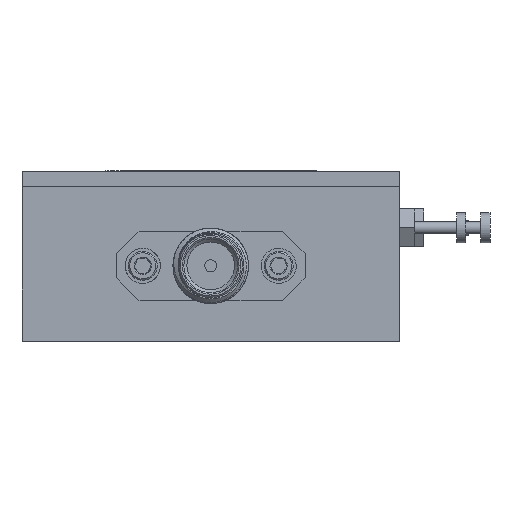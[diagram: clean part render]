
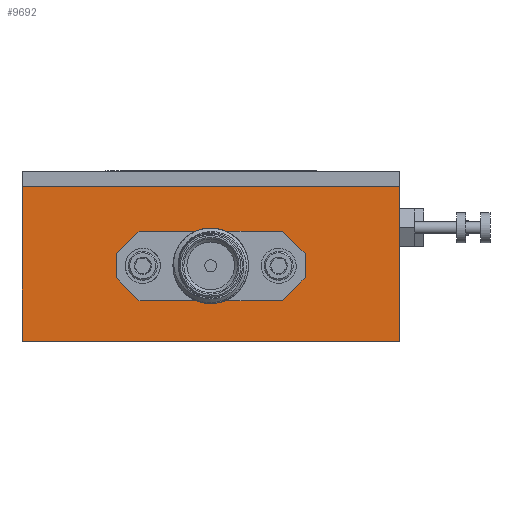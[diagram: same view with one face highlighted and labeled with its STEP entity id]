
A CAD part, left-side view. The second image highlights one B-rep face of the part: STEP entity #9692.
In plain terms, the highlighted planar face has unit normal (-1, 0, 0).
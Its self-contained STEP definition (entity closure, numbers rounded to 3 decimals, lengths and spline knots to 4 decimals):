
#157 = ORIENTED_EDGE ( 'NONE', *, *, #42990, .F. ) ;
#208 = CARTESIAN_POINT ( 'NONE',  ( -0.625, -0.3125, 0.0085 ) ) ;
#388 = PLANE ( 'NONE',  #17460 ) ;
#1453 = LINE ( 'NONE', #50391, #41590 ) ;
#1598 = ORIENTED_EDGE ( 'NONE', *, *, #51766, .T. ) ;
#2184 = ORIENTED_EDGE ( 'NONE', *, *, #28582, .F. ) ;
#3183 = VECTOR ( 'NONE', #28244, 39.3701 ) ;
#3758 = VECTOR ( 'NONE', #28726, 39.3701 ) ;
#3891 = LINE ( 'NONE', #8540, #11728 ) ;
#4056 = CARTESIAN_POINT ( 'NONE',  ( -0.625, -0.3125, 0.0835 ) ) ;
#4388 = ORIENTED_EDGE ( 'NONE', *, *, #17681, .F. ) ;
#4975 = LINE ( 'NONE', #22733, #40897 ) ;
#7667 = VECTOR ( 'NONE', #56649, 39.3701 ) ;
#7796 = EDGE_CURVE ( 'NONE', #19333, #9254, #44507, .T. ) ;
#8018 = CARTESIAN_POINT ( 'NONE',  ( -0.625, 0.1762, 0.1448 ) ) ;
#8499 = EDGE_CURVE ( 'NONE', #54435, #32822, #1453, .T. ) ;
#8540 = CARTESIAN_POINT ( 'NONE',  ( -0.625, 0.1763, -0.2077 ) ) ;
#9254 = VERTEX_POINT ( 'NONE', #31910 ) ;
#9692 = ADVANCED_FACE ( 'NONE', ( #10286, #28037 ), #388, .F. ) ;
#9711 = DIRECTION ( 'NONE',  ( 1., 0., 0. ) ) ;
#9990 = DIRECTION ( 'NONE',  ( 0., 0., -1. ) ) ;
#10109 = LINE ( 'NONE', #32235, #3758 ) ;
#10286 = FACE_BOUND ( 'NONE', #24821, .T. ) ;
#10351 = DIRECTION ( 'NONE',  ( 0., 0., -1. ) ) ;
#10500 = CARTESIAN_POINT ( 'NONE',  ( -0.625, -0.3125, -0.1465 ) ) ;
#10762 = VERTEX_POINT ( 'NONE', #45219 ) ;
#10970 = CARTESIAN_POINT ( 'NONE',  ( -0.625, -0.1762, -0.2078 ) ) ;
#11283 = VERTEX_POINT ( 'NONE', #55645 ) ;
#11341 = DIRECTION ( 'NONE',  ( 0., 0., -1. ) ) ;
#11728 = VECTOR ( 'NONE', #26311, 39.3701 ) ;
#12278 = ORIENTED_EDGE ( 'NONE', *, *, #40750, .F. ) ;
#12680 = CARTESIAN_POINT ( 'NONE',  ( -0.625, -0.3125, -0.0715 ) ) ;
#13469 = VECTOR ( 'NONE', #10351, 39.3701 ) ;
#13706 = EDGE_CURVE ( 'NONE', #31789, #32822, #56483, .T. ) ;
#14043 = VECTOR ( 'NONE', #52391, 39.3701 ) ;
#14387 = ORIENTED_EDGE ( 'NONE', *, *, #13706, .F. ) ;
#14589 = ORIENTED_EDGE ( 'NONE', *, *, #8499, .T. ) ;
#14844 = DIRECTION ( 'NONE',  ( 0., -0.707, -0.707 ) ) ;
#15933 = CARTESIAN_POINT ( 'NONE',  ( -0.625, 0.3125, -0.0715 ) ) ;
#16197 = LINE ( 'NONE', #10970, #39272 ) ;
#16572 = DIRECTION ( 'NONE',  ( 0., 0., 1. ) ) ;
#17460 = AXIS2_PLACEMENT_3D ( 'NONE', #18414, #9711, #9990 ) ;
#17613 = EDGE_CURVE ( 'NONE', #27707, #41961, #4975, .T. ) ;
#17681 = EDGE_CURVE ( 'NONE', #39599, #10762, #19786, .T. ) ;
#17712 = CARTESIAN_POINT ( 'NONE',  ( -0.625, -0.625, -0.2815 ) ) ;
#18414 = CARTESIAN_POINT ( 'NONE',  ( -0.625, -0.625, 0.2815 ) ) ;
#18443 = CARTESIAN_POINT ( 'NONE',  ( -0.625, 0.3125, 0.0085 ) ) ;
#19333 = VERTEX_POINT ( 'NONE', #52718 ) ;
#19786 = LINE ( 'NONE', #10500, #3183 ) ;
#21694 = LINE ( 'NONE', #8018, #7667 ) ;
#21804 = EDGE_CURVE ( 'NONE', #31789, #10762, #16197, .T. ) ;
#22049 = CARTESIAN_POINT ( 'NONE',  ( -0.625, -0.625, 0.2315 ) ) ;
#22733 = CARTESIAN_POINT ( 'NONE',  ( -0.625, 0.3125, 0.0835 ) ) ;
#23248 = CARTESIAN_POINT ( 'NONE',  ( -0.625, -0.2375, 0.0835 ) ) ;
#23585 = LINE ( 'NONE', #51227, #49562 ) ;
#24821 = EDGE_LOOP ( 'NONE', ( #4388, #43172, #25768, #33223, #157, #14589, #14387, #46625 ) ) ;
#25768 = ORIENTED_EDGE ( 'NONE', *, *, #17613, .F. ) ;
#26288 = CARTESIAN_POINT ( 'NONE',  ( -0.625, 0.2375, -0.1465 ) ) ;
#26311 = DIRECTION ( 'NONE',  ( 0., 0.707, 0.707 ) ) ;
#27411 = ORIENTED_EDGE ( 'NONE', *, *, #7796, .T. ) ;
#27707 = VERTEX_POINT ( 'NONE', #18443 ) ;
#28037 = FACE_OUTER_BOUND ( 'NONE', #56385, .T. ) ;
#28244 = DIRECTION ( 'NONE',  ( 0., -1., 0. ) ) ;
#28582 = EDGE_CURVE ( 'NONE', #51632, #9254, #23585, .T. ) ;
#28726 = DIRECTION ( 'NONE',  ( 0., 1., 0. ) ) ;
#31789 = VERTEX_POINT ( 'NONE', #12680 ) ;
#31910 = CARTESIAN_POINT ( 'NONE',  ( -0.625, -0.625, -0.2815 ) ) ;
#31938 = VERTEX_POINT ( 'NONE', #35937 ) ;
#32235 = CARTESIAN_POINT ( 'NONE',  ( -0.625, -0.3125, 0.0835 ) ) ;
#32822 = VERTEX_POINT ( 'NONE', #208 ) ;
#33223 = ORIENTED_EDGE ( 'NONE', *, *, #46289, .T. ) ;
#35937 = CARTESIAN_POINT ( 'NONE',  ( -0.625, 0.625, 0.2315 ) ) ;
#36680 = DIRECTION ( 'NONE',  ( 0., 0., -1. ) ) ;
#36824 = CARTESIAN_POINT ( 'NONE',  ( -0.625, 0.625, 0.2815 ) ) ;
#38969 = LINE ( 'NONE', #39821, #14043 ) ;
#39272 = VECTOR ( 'NONE', #47336, 39.3701 ) ;
#39599 = VERTEX_POINT ( 'NONE', #26288 ) ;
#39821 = CARTESIAN_POINT ( 'NONE',  ( -0.625, -0.625, 0.2315 ) ) ;
#40750 = EDGE_CURVE ( 'NONE', #31938, #51632, #38969, .T. ) ;
#40897 = VECTOR ( 'NONE', #36680, 39.3701 ) ;
#41590 = VECTOR ( 'NONE', #14844, 39.3701 ) ;
#41961 = VERTEX_POINT ( 'NONE', #15933 ) ;
#42990 = EDGE_CURVE ( 'NONE', #54435, #11283, #10109, .T. ) ;
#43172 = ORIENTED_EDGE ( 'NONE', *, *, #57142, .T. ) ;
#44507 = LINE ( 'NONE', #17712, #48078 ) ;
#44816 = VECTOR ( 'NONE', #16572, 39.3701 ) ;
#45219 = CARTESIAN_POINT ( 'NONE',  ( -0.625, -0.2375, -0.1465 ) ) ;
#46289 = EDGE_CURVE ( 'NONE', #27707, #11283, #21694, .T. ) ;
#46625 = ORIENTED_EDGE ( 'NONE', *, *, #21804, .T. ) ;
#47336 = DIRECTION ( 'NONE',  ( 0., 0.707, -0.707 ) ) ;
#48078 = VECTOR ( 'NONE', #53254, 39.3701 ) ;
#49562 = VECTOR ( 'NONE', #11341, 39.3701 ) ;
#50391 = CARTESIAN_POINT ( 'NONE',  ( -0.625, -0.1763, 0.1447 ) ) ;
#51227 = CARTESIAN_POINT ( 'NONE',  ( -0.625, -0.625, 0.2815 ) ) ;
#51632 = VERTEX_POINT ( 'NONE', #22049 ) ;
#51766 = EDGE_CURVE ( 'NONE', #31938, #19333, #55472, .T. ) ;
#52391 = DIRECTION ( 'NONE',  ( 0., -1., 0. ) ) ;
#52718 = CARTESIAN_POINT ( 'NONE',  ( -0.625, 0.625, -0.2815 ) ) ;
#53254 = DIRECTION ( 'NONE',  ( 0., -1., 0. ) ) ;
#54435 = VERTEX_POINT ( 'NONE', #23248 ) ;
#55472 = LINE ( 'NONE', #36824, #13469 ) ;
#55645 = CARTESIAN_POINT ( 'NONE',  ( -0.625, 0.2375, 0.0835 ) ) ;
#56385 = EDGE_LOOP ( 'NONE', ( #12278, #1598, #27411, #2184 ) ) ;
#56483 = LINE ( 'NONE', #4056, #44816 ) ;
#56649 = DIRECTION ( 'NONE',  ( 0., -0.707, 0.707 ) ) ;
#57142 = EDGE_CURVE ( 'NONE', #39599, #41961, #3891, .T. ) ;
